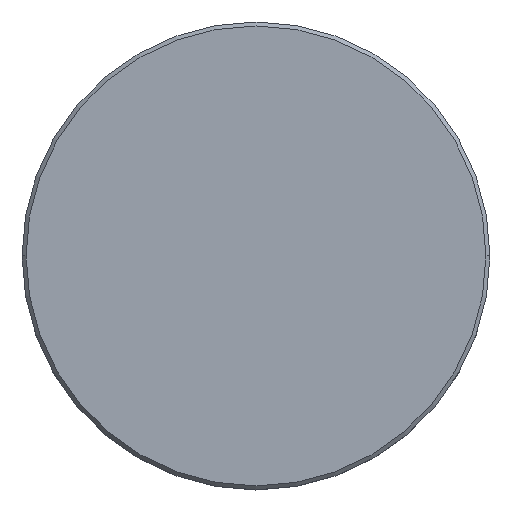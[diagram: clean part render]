
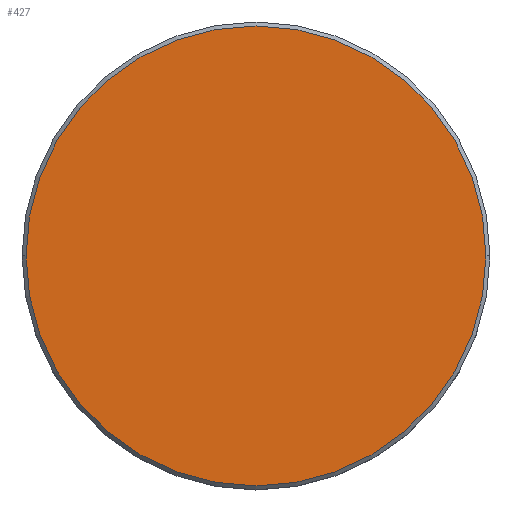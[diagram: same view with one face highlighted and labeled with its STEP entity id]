
A CAD part, top view. The second image highlights one B-rep face of the part: STEP entity #427.
In plain terms, the highlighted planar face has unit normal (0, 0, 1).
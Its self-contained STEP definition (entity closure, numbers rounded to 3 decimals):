
#111 = AXIS2_PLACEMENT_3D ( 'NONE', #908, #200, #464 ) ;
#168 = EDGE_LOOP ( 'NONE', ( #558, #253 ) ) ;
#200 = DIRECTION ( 'NONE',  ( 0., 0., 1. ) ) ;
#223 = EDGE_CURVE ( 'NONE', #1130, #915, #301, .T. ) ;
#253 = ORIENTED_EDGE ( 'NONE', *, *, #666, .T. ) ;
#301 = CIRCLE ( 'NONE', #111, 29. ) ;
#378 = CARTESIAN_POINT ( 'NONE',  ( 0., 0., 0. ) ) ;
#417 = AXIS2_PLACEMENT_3D ( 'NONE', #784, #972, #691 ) ;
#427 = ADVANCED_FACE ( 'NONE', ( #541 ), #613, .T. ) ;
#464 = DIRECTION ( 'NONE',  ( 1., 0., 0. ) ) ;
#473 = DIRECTION ( 'NONE',  ( 0., 0., 1. ) ) ;
#541 = FACE_OUTER_BOUND ( 'NONE', #168, .T. ) ;
#558 = ORIENTED_EDGE ( 'NONE', *, *, #223, .T. ) ;
#613 = PLANE ( 'NONE',  #417 ) ;
#666 = EDGE_CURVE ( 'NONE', #915, #1130, #808, .T. ) ;
#667 = CARTESIAN_POINT ( 'NONE',  ( 29., 0., 0. ) ) ;
#691 = DIRECTION ( 'NONE',  ( 1., 0., 0. ) ) ;
#784 = CARTESIAN_POINT ( 'NONE',  ( 0., 0., 0. ) ) ;
#808 = CIRCLE ( 'NONE', #1140, 29. ) ;
#908 = CARTESIAN_POINT ( 'NONE',  ( 0., 0., 0. ) ) ;
#915 = VERTEX_POINT ( 'NONE', #667 ) ;
#972 = DIRECTION ( 'NONE',  ( 0., 0., 1. ) ) ;
#985 = CARTESIAN_POINT ( 'NONE',  ( -29., 0., 0. ) ) ;
#1002 = DIRECTION ( 'NONE',  ( 1., 0., 0. ) ) ;
#1130 = VERTEX_POINT ( 'NONE', #985 ) ;
#1140 = AXIS2_PLACEMENT_3D ( 'NONE', #378, #473, #1002 ) ;
